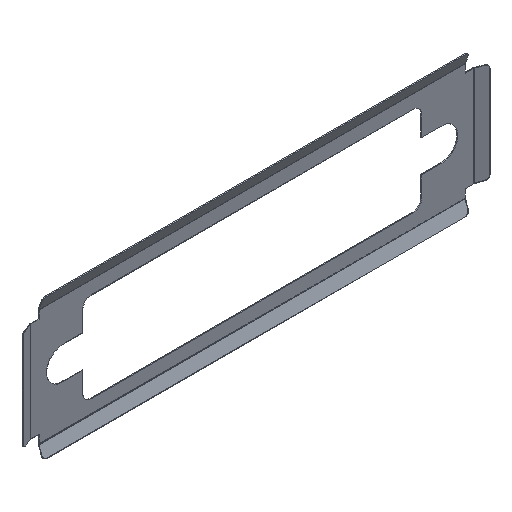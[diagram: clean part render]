
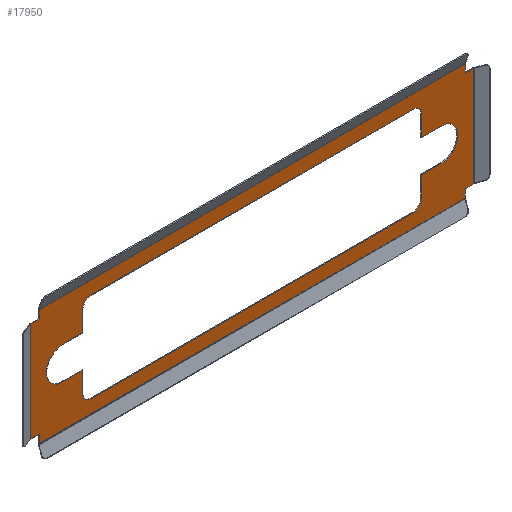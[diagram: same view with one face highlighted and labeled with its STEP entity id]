
A CAD part, isometric view. The second image highlights one B-rep face of the part: STEP entity #17950.
In plain terms, the highlighted face is planar.
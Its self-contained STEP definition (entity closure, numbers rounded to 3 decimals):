
#370=CARTESIAN_POINT('',(2.55,14.95,0.1));
#380=VERTEX_POINT('',#370);
#410=CARTESIAN_POINT('',(0.,14.95,0.1));
#420=DIRECTION('',(-1.,0.,0.));
#430=VECTOR('',#420,1.);
#440=LINE('',#410,#430);
#450=CARTESIAN_POINT('',(1.518,14.95,0.1));
#460=VERTEX_POINT('',#450);
#470=EDGE_CURVE('',#380,#460,#440,.T.);
#1390=CARTESIAN_POINT('',(55.45,15.982,0.1));
#1400=VERTEX_POINT('',#1390);
#1450=CARTESIAN_POINT('',(-8.3,15.982,0.1));
#1460=DIRECTION('',(1.,0.,0.));
#1470=VECTOR('',#1460,1.);
#1480=LINE('',#1450,#1470);
#1490=CARTESIAN_POINT('',(2.55,15.982,0.1));
#1500=VERTEX_POINT('',#1490);
#1510=EDGE_CURVE('',#1500,#1400,#1480,.T.);
#1920=CARTESIAN_POINT('',(2.55,0.,0.1));
#1930=DIRECTION('',(0.,-1.,0.));
#1940=VECTOR('',#1930,1.);
#1950=LINE('',#1920,#1940);
#1960=EDGE_CURVE('',#1500,#380,#1950,.T.);
#2510=CARTESIAN_POINT('',(52.5,6.75,0.1));
#2520=VERTEX_POINT('',#2510);
#2550=CARTESIAN_POINT('',(13.7,6.75,0.1));
#2560=DIRECTION('',(-1.,0.,0.));
#2570=VECTOR('',#2560,1.);
#2580=LINE('',#2550,#2570);
#2590=CARTESIAN_POINT('',(50.,6.75,0.1));
#2600=VERTEX_POINT('',#2590);
#2610=EDGE_CURVE('',#2520,#2600,#2580,.T.);
#4500=CARTESIAN_POINT('',(50.,10.75,0.1));
#4510=VERTEX_POINT('',#4500);
#4560=CARTESIAN_POINT('',(13.7,10.75,0.1));
#4570=DIRECTION('',(1.,0.,0.));
#4580=VECTOR('',#4570,1.);
#4590=LINE('',#4560,#4580);
#4600=CARTESIAN_POINT('',(52.5,10.75,0.1));
#4610=VERTEX_POINT('',#4600);
#4620=EDGE_CURVE('',#4510,#4610,#4590,.T.);
#4940=CARTESIAN_POINT('',(52.5,8.75,0.1));
#4950=DIRECTION('',(0.,0.,1.));
#4960=DIRECTION('',(1.,0.,0.));
#4970=AXIS2_PLACEMENT_3D('',#4940,#4950,#4960);
#4980=CIRCLE('',#4970,2.);
#4990=EDGE_CURVE('',#2520,#4610,#4980,.T.);
#5240=CARTESIAN_POINT('',(50.,0.,0.1));
#5250=DIRECTION('',(0.,1.,0.));
#5260=VECTOR('',#5250,1.);
#5270=LINE('',#5240,#5260);
#5280=CARTESIAN_POINT('',(50.,13.3,0.1));
#5290=VERTEX_POINT('',#5280);
#5300=EDGE_CURVE('',#4510,#5290,#5270,.T.);
#5770=CARTESIAN_POINT('',(55.45,1.518,0.1));
#5780=VERTEX_POINT('',#5770);
#5810=CARTESIAN_POINT('',(55.45,0.,0.1));
#5820=DIRECTION('',(0.,-1.,0.));
#5830=VECTOR('',#5820,1.);
#5840=LINE('',#5810,#5830);
#5850=CARTESIAN_POINT('',(55.45,2.55,0.1));
#5860=VERTEX_POINT('',#5850);
#5870=EDGE_CURVE('',#5860,#5780,#5840,.T.);
#6740=CARTESIAN_POINT('',(2.55,2.55,0.1));
#6750=VERTEX_POINT('',#6740);
#6780=CARTESIAN_POINT('',(2.55,0.,0.1));
#6790=DIRECTION('',(0.,-1.,0.));
#6800=VECTOR('',#6790,1.);
#6810=LINE('',#6780,#6800);
#6820=CARTESIAN_POINT('',(2.55,1.518,0.1));
#6830=VERTEX_POINT('',#6820);
#6840=EDGE_CURVE('',#6750,#6830,#6810,.T.);
#7280=CARTESIAN_POINT('',(8.,6.75,0.1));
#7290=VERTEX_POINT('',#7280);
#7340=CARTESIAN_POINT('',(0.,6.75,0.1));
#7350=DIRECTION('',(1.,0.,0.));
#7360=VECTOR('',#7350,1.);
#7370=LINE('',#7340,#7360);
#7380=CARTESIAN_POINT('',(5.5,6.75,0.1));
#7390=VERTEX_POINT('',#7380);
#7400=EDGE_CURVE('',#7390,#7290,#7370,.T.);
#9450=CARTESIAN_POINT('',(1.518,0.,0.1));
#9460=DIRECTION('',(0.,1.,0.));
#9470=VECTOR('',#9460,1.);
#9480=LINE('',#9450,#9470);
#9490=CARTESIAN_POINT('',(1.518,2.55,0.1));
#9500=VERTEX_POINT('',#9490);
#9510=EDGE_CURVE('',#9500,#460,#9480,.T.);
#10260=CARTESIAN_POINT('',(0.,2.55,0.1));
#10270=DIRECTION('',(-1.,0.,0.));
#10280=VECTOR('',#10270,1.);
#10290=LINE('',#10260,#10280);
#10300=EDGE_CURVE('',#6750,#9500,#10290,.T.);
#11070=CARTESIAN_POINT('',(9.,14.3,0.1));
#11080=VERTEX_POINT('',#11070);
#11110=CARTESIAN_POINT('',(0.,14.3,0.1));
#11120=DIRECTION('',(1.,0.,0.));
#11130=VECTOR('',#11120,1.);
#11140=LINE('',#11110,#11130);
#11150=CARTESIAN_POINT('',(49.,14.3,0.1));
#11160=VERTEX_POINT('',#11150);
#11170=EDGE_CURVE('',#11080,#11160,#11140,.T.);
#13410=CARTESIAN_POINT('',(9.,3.2,0.1));
#13420=VERTEX_POINT('',#13410);
#13500=CARTESIAN_POINT('',(49.,3.2,0.1));
#13510=VERTEX_POINT('',#13500);
#13540=CARTESIAN_POINT('',(-8.3,3.2,0.1));
#13550=DIRECTION('',(-1.,0.,0.));
#13560=VECTOR('',#13550,1.);
#13570=LINE('',#13540,#13560);
#13580=EDGE_CURVE('',#13510,#13420,#13570,.T.);
#14340=CARTESIAN_POINT('',(13.7,1.518,0.1));
#14350=DIRECTION('',(-1.,0.,0.));
#14360=VECTOR('',#14350,1.);
#14370=LINE('',#14340,#14360);
#14380=EDGE_CURVE('',#5780,#6830,#14370,.T.);
#14860=CARTESIAN_POINT('',(56.482,2.55,0.1));
#14870=VERTEX_POINT('',#14860);
#14920=CARTESIAN_POINT('',(56.482,0.,0.1));
#14930=DIRECTION('',(0.,-1.,0.));
#14940=VECTOR('',#14930,1.);
#14950=LINE('',#14920,#14940);
#14960=CARTESIAN_POINT('',(56.482,14.95,0.1));
#14970=VERTEX_POINT('',#14960);
#14980=EDGE_CURVE('',#14970,#14870,#14950,.T.);
#16360=CARTESIAN_POINT('',(55.45,14.95,0.1));
#16370=VERTEX_POINT('',#16360);
#16400=CARTESIAN_POINT('',(55.45,0.,0.1));
#16410=DIRECTION('',(0.,-1.,0.));
#16420=VECTOR('',#16410,1.);
#16430=LINE('',#16400,#16420);
#16440=EDGE_CURVE('',#1400,#16370,#16430,.T.);
#16880=CARTESIAN_POINT('',(0.,0.,0.1));
#16890=DIRECTION('',(0.,0.,1.));
#16900=DIRECTION('',(1.,0.,0.));
#16910=AXIS2_PLACEMENT_3D('',#16880,#16890,#16900);
#16920=PLANE('',#16910);
#16930=CARTESIAN_POINT('',(9.,13.3,0.1));
#16940=DIRECTION('',(0.,0.,1.));
#16950=DIRECTION('',(1.,0.,0.));
#16960=AXIS2_PLACEMENT_3D('',#16930,#16940,#16950);
#16970=CIRCLE('',#16960,1.);
#16980=CARTESIAN_POINT('',(8.,13.3,0.1));
#16990=VERTEX_POINT('',#16980);
#17000=EDGE_CURVE('',#11080,#16990,#16970,.T.);
#17010=ORIENTED_EDGE('',*,*,#17000,.F.);
#17020=CARTESIAN_POINT('',(8.,0.,0.1));
#17030=DIRECTION('',(0.,1.,0.));
#17040=VECTOR('',#17030,1.);
#17050=LINE('',#17020,#17040);
#17060=CARTESIAN_POINT('',(8.,10.75,0.1));
#17070=VERTEX_POINT('',#17060);
#17080=EDGE_CURVE('',#17070,#16990,#17050,.T.);
#17090=ORIENTED_EDGE('',*,*,#17080,.T.);
#17100=CARTESIAN_POINT('',(0.,10.75,0.1));
#17110=DIRECTION('',(-1.,0.,0.));
#17120=VECTOR('',#17110,1.);
#17130=LINE('',#17100,#17120);
#17140=CARTESIAN_POINT('',(5.5,10.75,0.1));
#17150=VERTEX_POINT('',#17140);
#17160=EDGE_CURVE('',#17070,#17150,#17130,.T.);
#17170=ORIENTED_EDGE('',*,*,#17160,.F.);
#17180=CARTESIAN_POINT('',(5.5,8.75,0.1));
#17190=DIRECTION('',(0.,0.,1.));
#17200=DIRECTION('',(1.,0.,0.));
#17210=AXIS2_PLACEMENT_3D('',#17180,#17190,#17200);
#17220=CIRCLE('',#17210,2.);
#17230=EDGE_CURVE('',#17150,#7390,#17220,.T.);
#17240=ORIENTED_EDGE('',*,*,#17230,.F.);
#17250=ORIENTED_EDGE('',*,*,#7400,.F.);
#17260=CARTESIAN_POINT('',(8.,0.,0.1));
#17270=DIRECTION('',(0.,1.,0.));
#17280=VECTOR('',#17270,1.);
#17290=LINE('',#17260,#17280);
#17300=CARTESIAN_POINT('',(8.,4.2,0.1));
#17310=VERTEX_POINT('',#17300);
#17320=EDGE_CURVE('',#17310,#7290,#17290,.T.);
#17330=ORIENTED_EDGE('',*,*,#17320,.T.);
#17340=CARTESIAN_POINT('',(9.,4.2,0.1));
#17350=DIRECTION('',(0.,0.,1.));
#17360=DIRECTION('',(1.,0.,0.));
#17370=AXIS2_PLACEMENT_3D('',#17340,#17350,#17360);
#17380=CIRCLE('',#17370,1.);
#17390=EDGE_CURVE('',#17310,#13420,#17380,.T.);
#17400=ORIENTED_EDGE('',*,*,#17390,.F.);
#17410=ORIENTED_EDGE('',*,*,#13580,.T.);
#17420=CARTESIAN_POINT('',(49.,4.2,0.1));
#17430=DIRECTION('',(0.,0.,1.));
#17440=DIRECTION('',(1.,0.,0.));
#17450=AXIS2_PLACEMENT_3D('',#17420,#17430,#17440);
#17460=CIRCLE('',#17450,1.);
#17470=CARTESIAN_POINT('',(50.,4.2,0.1));
#17480=VERTEX_POINT('',#17470);
#17490=EDGE_CURVE('',#13510,#17480,#17460,.T.);
#17500=ORIENTED_EDGE('',*,*,#17490,.F.);
#17510=CARTESIAN_POINT('',(50.,0.,0.1));
#17520=DIRECTION('',(0.,1.,0.));
#17530=VECTOR('',#17520,1.);
#17540=LINE('',#17510,#17530);
#17550=EDGE_CURVE('',#17480,#2600,#17540,.T.);
#17560=ORIENTED_EDGE('',*,*,#17550,.F.);
#17570=ORIENTED_EDGE('',*,*,#2610,.T.);
#17580=ORIENTED_EDGE('',*,*,#4990,.F.);
#17590=ORIENTED_EDGE('',*,*,#4620,.T.);
#17600=ORIENTED_EDGE('',*,*,#5300,.F.);
#17610=CARTESIAN_POINT('',(49.,13.3,0.1));
#17620=DIRECTION('',(0.,0.,1.));
#17630=DIRECTION('',(1.,0.,0.));
#17640=AXIS2_PLACEMENT_3D('',#17610,#17620,#17630);
#17650=CIRCLE('',#17640,1.);
#17660=EDGE_CURVE('',#5290,#11160,#17650,.T.);
#17670=ORIENTED_EDGE('',*,*,#17660,.F.);
#17680=ORIENTED_EDGE('',*,*,#11170,.T.);
#17690=EDGE_LOOP('',(#17680,#17670,#17600,#17590,#17580,#17570,#17560,
#17500,#17410,#17400,#17330,#17250,#17240,#17170,#17090,#17010));
#17700=FACE_BOUND('',#17690,.T.);
#17710=ORIENTED_EDGE('',*,*,#16440,.F.);
#17720=CARTESIAN_POINT('',(13.7,14.95,0.1));
#17730=DIRECTION('',(-1.,0.,0.));
#17740=VECTOR('',#17730,1.);
#17750=LINE('',#17720,#17740);
#17760=EDGE_CURVE('',#14970,#16370,#17750,.T.);
#17770=ORIENTED_EDGE('',*,*,#17760,.T.);
#17780=ORIENTED_EDGE('',*,*,#14980,.F.);
#17790=CARTESIAN_POINT('',(13.7,2.55,0.1));
#17800=DIRECTION('',(-1.,0.,0.));
#17810=VECTOR('',#17800,1.);
#17820=LINE('',#17790,#17810);
#17830=EDGE_CURVE('',#14870,#5860,#17820,.T.);
#17840=ORIENTED_EDGE('',*,*,#17830,.F.);
#17850=ORIENTED_EDGE('',*,*,#5870,.F.);
#17860=ORIENTED_EDGE('',*,*,#14380,.F.);
#17870=ORIENTED_EDGE('',*,*,#6840,.T.);
#17880=ORIENTED_EDGE('',*,*,#10300,.F.);
#17890=ORIENTED_EDGE('',*,*,#9510,.F.);
#17900=ORIENTED_EDGE('',*,*,#470,.T.);
#17910=ORIENTED_EDGE('',*,*,#1960,.T.);
#17920=ORIENTED_EDGE('',*,*,#1510,.F.);
#17930=EDGE_LOOP('',(#17920,#17910,#17900,#17890,#17880,#17870,#17860,
#17850,#17840,#17780,#17770,#17710));
#17940=FACE_OUTER_BOUND('',#17930,.T.);
#17950=ADVANCED_FACE('',(#17700,#17940),#16920,.T.);
